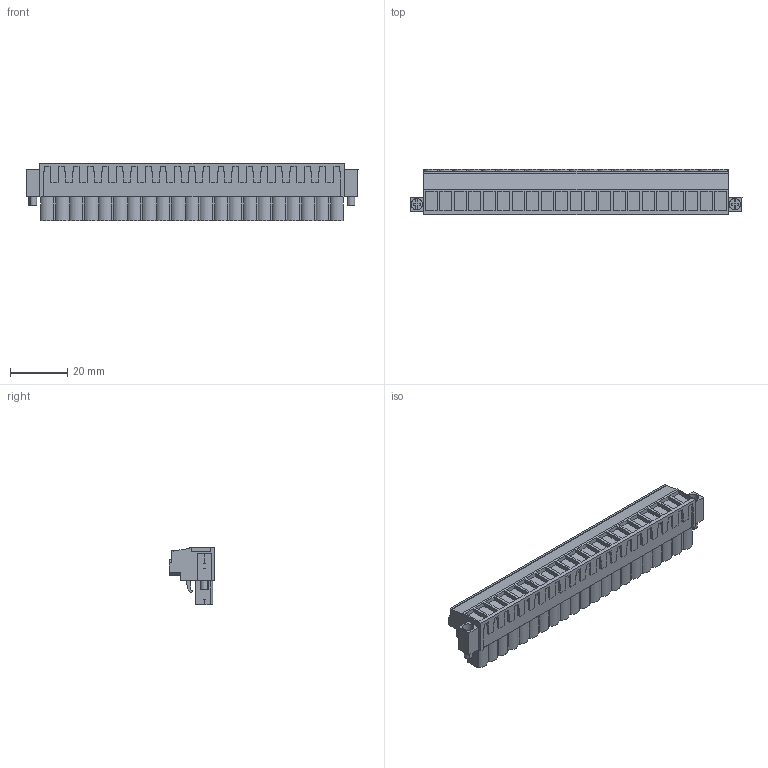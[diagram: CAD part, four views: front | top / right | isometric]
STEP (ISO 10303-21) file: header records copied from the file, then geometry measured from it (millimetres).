
FILE_DESCRIPTION(('CATIA V5 STEP','CAx-IF Rec.Pracs.--- Model Styling and Organization---1.2---2011-12-15'),'2;1');
FILE_NAME ('D1459951_0_1944520000_1944520000.stp','2017-05-22T12:31:11+00:00',('none'),('Weidmueller'),'CATIA Version 5-6 Release 2014','CATIA V5 STEP AP214','none');
FILE_SCHEMA(('AUTOMOTIVE_DESIGN { 1 0 10303 214 1 1 1 1 }'));
Length unit declared in the file: millimetre
Products named in the file (1): 1944520000
Bounding box: 116.48 x 16.1 x 20.05 mm (x, y, z)
Volume: 20236.1 mm3; surface area: 13026.9 mm2
Topology: 24 solids, 24 shells, 1444 faces, 4075 edges, 2768 vertices
Faces by surface type: plane 1231, cylinder 213
Entity records: 43746 total; most frequent: CARTESIAN_POINT 8312, ORIENTED_EDGE 8150, DIRECTION 5872, EDGE_CURVE 4075, VECTOR 3557, LINE 3557, VERTEX_POINT 2768, EDGE_LOOP 1537
